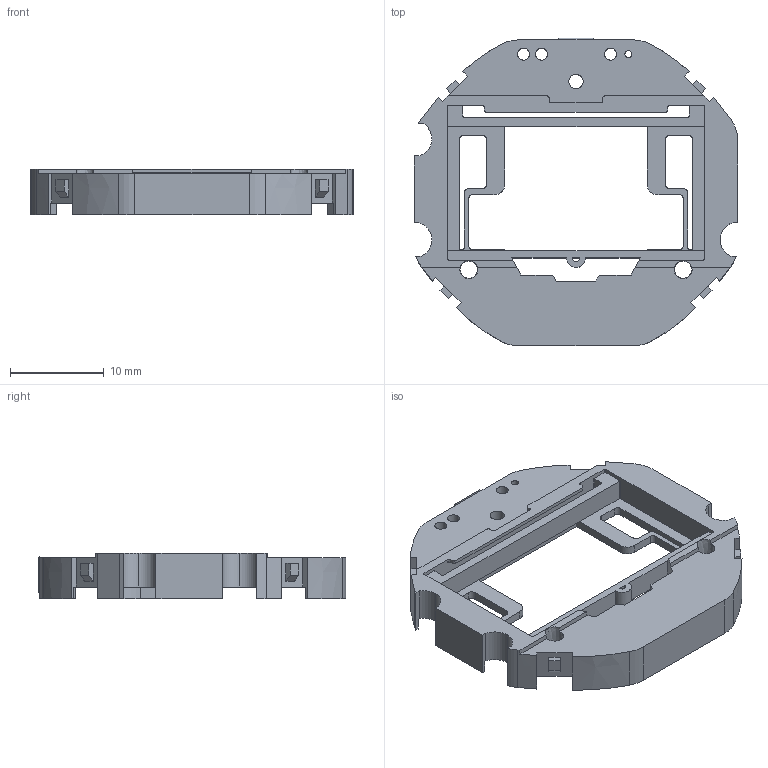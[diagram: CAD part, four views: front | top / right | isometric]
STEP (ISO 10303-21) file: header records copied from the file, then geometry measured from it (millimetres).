
FILE_DESCRIPTION(('FreeCAD Model'),'2;1');
FILE_NAME('Open CASCADE Shape Model','2025-04-25T16:41:18',('FreeCAD'),( 'FreeCAD'),'Open CASCADE STEP processor 7.6','FreeCAD','Unknown');
FILE_SCHEMA(('AUTOMOTIVE_DESIGN { 1 0 10303 214 1 1 1 1 }'));
Length unit declared in the file: millimetre
Products named in the file (1): Open CASCADE STEP translator 7.6 1
Bounding box: 34.45 x 32.74 x 4.88 mm (x, y, z)
Volume: 1435.5 mm3; surface area: 2741.7 mm2
Topology: 1 solids, 1 shells, 260 faces, 764 edges, 508 vertices
Faces by surface type: bspline 260
Entity records: 8443 total; most frequent: CARTESIAN_POINT 4030, ORIENTED_EDGE 1528, EDGE_CURVE 764, B_SPLINE_CURVE_WITH_KNOTS 584, VERTEX_POINT 508, FACE_BOUND 288, EDGE_LOOP 288, ADVANCED_FACE 260
